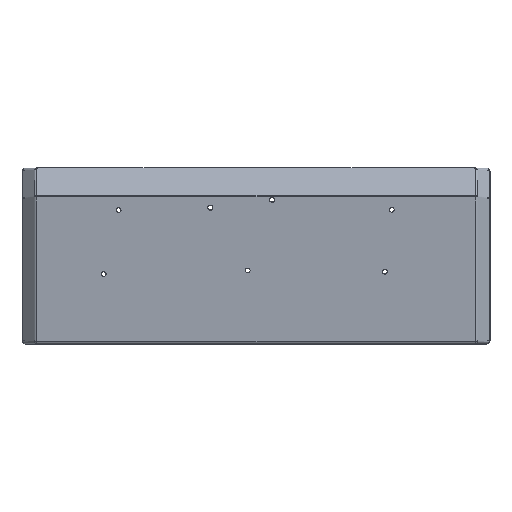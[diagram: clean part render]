
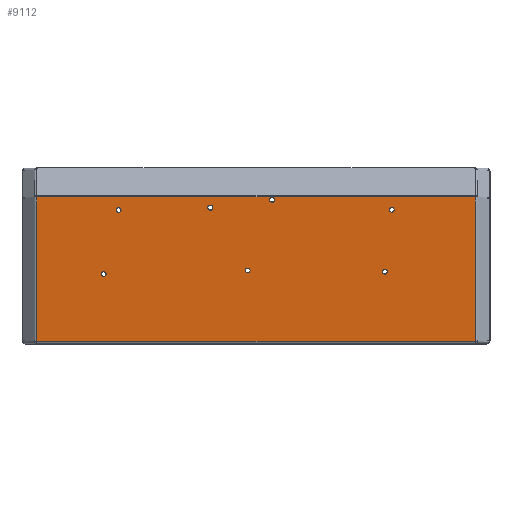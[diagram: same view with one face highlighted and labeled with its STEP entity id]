
A CAD part, top view. The second image highlights one B-rep face of the part: STEP entity #9112.
In plain terms, the highlighted planar face has unit normal (0, -0.086, 0.996).
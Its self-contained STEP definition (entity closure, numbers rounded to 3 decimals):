
#151=FACE_BOUND('',#3460,.T.);
#152=FACE_BOUND('',#3461,.T.);
#153=FACE_BOUND('',#3462,.T.);
#154=FACE_BOUND('',#3463,.T.);
#155=FACE_BOUND('',#3464,.T.);
#156=FACE_BOUND('',#3465,.T.);
#157=FACE_BOUND('',#3466,.T.);
#780=LINE('',#14550,#1901);
#781=LINE('',#14552,#1902);
#782=LINE('',#14554,#1903);
#783=LINE('',#14555,#1904);
#1901=VECTOR('',#11093,10.);
#1902=VECTOR('',#11094,10.);
#1903=VECTOR('',#11095,10.);
#1904=VECTOR('',#11096,10.);
#2522=PLANE('',#9658);
#2929=FACE_OUTER_BOUND('',#3459,.T.);
#3459=EDGE_LOOP('',(#7174,#7175,#7176,#7177));
#3460=EDGE_LOOP('',(#7178));
#3461=EDGE_LOOP('',(#7179));
#3462=EDGE_LOOP('',(#7180));
#3463=EDGE_LOOP('',(#7181));
#3464=EDGE_LOOP('',(#7182));
#3465=EDGE_LOOP('',(#7183));
#3466=EDGE_LOOP('',(#7184));
#3909=ELLIPSE('',#9659,1.506,1.5);
#3910=ELLIPSE('',#9660,1.506,1.5);
#3911=ELLIPSE('',#9661,1.506,1.5);
#3912=ELLIPSE('',#9662,1.506,1.5);
#3913=ELLIPSE('',#9663,1.606,1.6);
#3914=ELLIPSE('',#9664,1.606,1.6);
#3915=ELLIPSE('',#9665,1.506,1.5);
#4594=VERTEX_POINT('',#14548);
#4595=VERTEX_POINT('',#14549);
#4596=VERTEX_POINT('',#14551);
#4597=VERTEX_POINT('',#14553);
#4598=VERTEX_POINT('',#14556);
#4599=VERTEX_POINT('',#14558);
#4600=VERTEX_POINT('',#14560);
#4601=VERTEX_POINT('',#14562);
#4602=VERTEX_POINT('',#14564);
#4603=VERTEX_POINT('',#14566);
#4604=VERTEX_POINT('',#14568);
#5610=EDGE_CURVE('',#4594,#4595,#780,.T.);
#5611=EDGE_CURVE('',#4596,#4594,#781,.T.);
#5612=EDGE_CURVE('',#4597,#4596,#782,.T.);
#5613=EDGE_CURVE('',#4595,#4597,#783,.T.);
#5614=EDGE_CURVE('',#4598,#4598,#3909,.T.);
#5615=EDGE_CURVE('',#4599,#4599,#3910,.T.);
#5616=EDGE_CURVE('',#4600,#4600,#3911,.T.);
#5617=EDGE_CURVE('',#4601,#4601,#3912,.T.);
#5618=EDGE_CURVE('',#4602,#4602,#3913,.T.);
#5619=EDGE_CURVE('',#4603,#4603,#3914,.T.);
#5620=EDGE_CURVE('',#4604,#4604,#3915,.T.);
#7174=ORIENTED_EDGE('',*,*,#5610,.F.);
#7175=ORIENTED_EDGE('',*,*,#5611,.F.);
#7176=ORIENTED_EDGE('',*,*,#5612,.F.);
#7177=ORIENTED_EDGE('',*,*,#5613,.F.);
#7178=ORIENTED_EDGE('',*,*,#5614,.T.);
#7179=ORIENTED_EDGE('',*,*,#5615,.T.);
#7180=ORIENTED_EDGE('',*,*,#5616,.T.);
#7181=ORIENTED_EDGE('',*,*,#5617,.T.);
#7182=ORIENTED_EDGE('',*,*,#5618,.T.);
#7183=ORIENTED_EDGE('',*,*,#5619,.T.);
#7184=ORIENTED_EDGE('',*,*,#5620,.T.);
#9112=ADVANCED_FACE('',(#2929,#151,#152,#153,#154,#155,#156,#157),#2522,
 .F.);
#9658=AXIS2_PLACEMENT_3D('',#14547,#11091,#11092);
#9659=AXIS2_PLACEMENT_3D('',#14557,#11097,#11098);
#9660=AXIS2_PLACEMENT_3D('',#14559,#11099,#11100);
#9661=AXIS2_PLACEMENT_3D('',#14561,#11101,#11102);
#9662=AXIS2_PLACEMENT_3D('',#14563,#11103,#11104);
#9663=AXIS2_PLACEMENT_3D('',#14565,#11105,#11106);
#9664=AXIS2_PLACEMENT_3D('',#14567,#11107,#11108);
#9665=AXIS2_PLACEMENT_3D('',#14569,#11109,#11110);
#11091=DIRECTION('center_axis',(0.,0.086,-0.996));
#11092=DIRECTION('ref_axis',(0.,0.996,0.086));
#11093=DIRECTION('',(1.,0.,0.));
#11094=DIRECTION('',(0.,0.996,0.086));
#11095=DIRECTION('',(-1.,0.,0.));
#11096=DIRECTION('',(0.,-0.996,-0.086));
#11097=DIRECTION('center_axis',(0.,0.086,-0.996));
#11098=DIRECTION('ref_axis',(0.,-0.996,-0.086));
#11099=DIRECTION('center_axis',(0.,0.086,-0.996));
#11100=DIRECTION('ref_axis',(0.,-0.996,-0.086));
#11101=DIRECTION('center_axis',(0.,0.086,-0.996));
#11102=DIRECTION('ref_axis',(0.,-0.996,-0.086));
#11103=DIRECTION('center_axis',(0.,0.086,-0.996));
#11104=DIRECTION('ref_axis',(0.,-0.996,-0.086));
#11105=DIRECTION('center_axis',(0.,0.086,-0.996));
#11106=DIRECTION('ref_axis',(0.,-0.996,-0.086));
#11107=DIRECTION('center_axis',(0.,0.086,-0.996));
#11108=DIRECTION('ref_axis',(0.,-0.996,-0.086));
#11109=DIRECTION('center_axis',(0.,0.086,-0.996));
#11110=DIRECTION('ref_axis',(0.,-0.996,-0.086));
#14547=CARTESIAN_POINT('Origin',(-1.5,-6.813,8.516));
#14548=CARTESIAN_POINT('',(5.121,84.954,16.429));
#14549=CARTESIAN_POINT('',(280.629,84.954,16.429));
#14550=CARTESIAN_POINT('',(142.875,84.954,16.429));
#14551=CARTESIAN_POINT('',(5.121,-5.442,8.635));
#14552=CARTESIAN_POINT('',(5.121,6.693,9.681));
#14553=CARTESIAN_POINT('',(280.629,-5.442,8.635));
#14554=CARTESIAN_POINT('',(142.875,-5.442,8.635));
#14555=CARTESIAN_POINT('',(280.629,6.693,9.681));
#14556=CARTESIAN_POINT('',(48.744,36.576,12.258));
#14557=CARTESIAN_POINT('Origin',(47.244,36.576,12.258));
#14558=CARTESIAN_POINT('',(58.142,76.708,15.718));
#14559=CARTESIAN_POINT('Origin',(56.642,76.708,15.718));
#14560=CARTESIAN_POINT('',(229.592,76.962,15.74));
#14561=CARTESIAN_POINT('Origin',(228.092,76.962,15.74));
#14562=CARTESIAN_POINT('',(139.168,38.862,12.455));
#14563=CARTESIAN_POINT('Origin',(137.668,38.862,12.455));
#14564=CARTESIAN_POINT('',(152.952,84.784,16.414));
#14565=CARTESIAN_POINT('Origin',(152.952,83.184,16.276));
#14566=CARTESIAN_POINT('',(114.217,79.831,15.987));
#14567=CARTESIAN_POINT('Origin',(114.217,78.231,15.849));
#14568=CARTESIAN_POINT('',(225.274,38.1,12.389));
#14569=CARTESIAN_POINT('Origin',(223.774,38.1,12.389));
